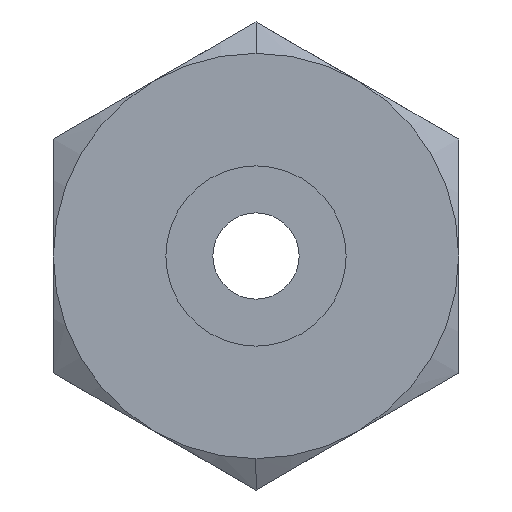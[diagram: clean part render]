
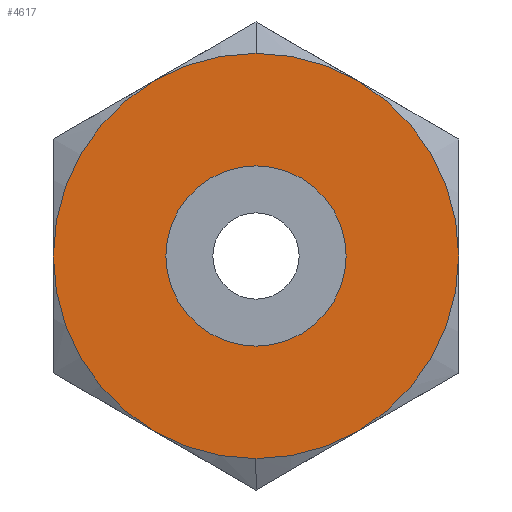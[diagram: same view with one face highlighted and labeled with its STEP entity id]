
A CAD part, left-side view. The second image highlights one B-rep face of the part: STEP entity #4617.
In plain terms, the highlighted planar face has unit normal (-1, 0, 0).
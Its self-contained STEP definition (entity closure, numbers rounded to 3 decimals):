
#284 = AXIS2_PLACEMENT_3D ( 'NONE', #7660, #5927, #7843 ) ;
#306 = DIRECTION ( 'NONE',  ( 0., 0., 1. ) ) ;
#392 = EDGE_CURVE ( 'NONE', #4460, #7763, #1347, .T. ) ;
#720 = ORIENTED_EDGE ( 'NONE', *, *, #2157, .F. ) ;
#939 = DIRECTION ( 'NONE',  ( 1., 0., 0. ) ) ;
#1010 = CARTESIAN_POINT ( 'NONE',  ( 0., 0., 7.14 ) ) ;
#1035 = EDGE_LOOP ( 'NONE', ( #1934, #1375 ) ) ;
#1256 = DIRECTION ( 'NONE',  ( 0., 0., 1. ) ) ;
#1347 = CIRCLE ( 'NONE', #284, 3.175 ) ;
#1375 = ORIENTED_EDGE ( 'NONE', *, *, #2900, .T. ) ;
#1548 = FACE_BOUND ( 'NONE', #1035, .T. ) ;
#1934 = ORIENTED_EDGE ( 'NONE', *, *, #392, .T. ) ;
#1956 = CIRCLE ( 'NONE', #6580, 3.175 ) ;
#2029 = CARTESIAN_POINT ( 'NONE',  ( 0., 0., 0. ) ) ;
#2122 = PLANE ( 'NONE',  #6375 ) ;
#2157 = EDGE_CURVE ( 'NONE', #3346, #4255, #2973, .T. ) ;
#2218 = CARTESIAN_POINT ( 'NONE',  ( 0., 0., 0. ) ) ;
#2900 = EDGE_CURVE ( 'NONE', #7763, #4460, #1956, .T. ) ;
#2914 = DIRECTION ( 'NONE',  ( -1., 0., 0. ) ) ;
#2973 = CIRCLE ( 'NONE', #4407, 7.14 ) ;
#3346 = VERTEX_POINT ( 'NONE', #1010 ) ;
#4255 = VERTEX_POINT ( 'NONE', #4959 ) ;
#4407 = AXIS2_PLACEMENT_3D ( 'NONE', #8166, #5017, #1256 ) ;
#4460 = VERTEX_POINT ( 'NONE', #5615 ) ;
#4555 = DIRECTION ( 'NONE',  ( 1., 0., 0. ) ) ;
#4575 = CARTESIAN_POINT ( 'NONE',  ( 0., 0., 3.175 ) ) ;
#4617 = ADVANCED_FACE ( 'NONE', ( #1548, #6016 ), #2122, .T. ) ;
#4959 = CARTESIAN_POINT ( 'NONE',  ( 0., 0., -7.14 ) ) ;
#5017 = DIRECTION ( 'NONE',  ( 1., 0., 0. ) ) ;
#5103 = CIRCLE ( 'NONE', #6299, 7.14 ) ;
#5615 = CARTESIAN_POINT ( 'NONE',  ( 0., 0., -3.175 ) ) ;
#5927 = DIRECTION ( 'NONE',  ( 1., 0., 0. ) ) ;
#5947 = DIRECTION ( 'NONE',  ( 0., 0., 1. ) ) ;
#6016 = FACE_OUTER_BOUND ( 'NONE', #7389, .T. ) ;
#6299 = AXIS2_PLACEMENT_3D ( 'NONE', #2029, #4555, #7091 ) ;
#6352 = EDGE_CURVE ( 'NONE', #4255, #3346, #5103, .T. ) ;
#6375 = AXIS2_PLACEMENT_3D ( 'NONE', #6602, #2914, #306 ) ;
#6580 = AXIS2_PLACEMENT_3D ( 'NONE', #2218, #939, #5947 ) ;
#6602 = CARTESIAN_POINT ( 'NONE',  ( 0., 0., 3.57 ) ) ;
#7091 = DIRECTION ( 'NONE',  ( 0., 0., -1. ) ) ;
#7249 = ORIENTED_EDGE ( 'NONE', *, *, #6352, .F. ) ;
#7389 = EDGE_LOOP ( 'NONE', ( #720, #7249 ) ) ;
#7660 = CARTESIAN_POINT ( 'NONE',  ( 0., 0., 0. ) ) ;
#7763 = VERTEX_POINT ( 'NONE', #4575 ) ;
#7843 = DIRECTION ( 'NONE',  ( 0., 0., -1. ) ) ;
#8166 = CARTESIAN_POINT ( 'NONE',  ( 0., 0., 0. ) ) ;
